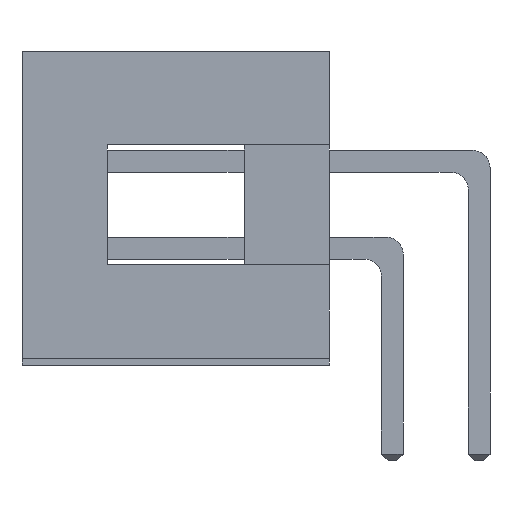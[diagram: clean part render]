
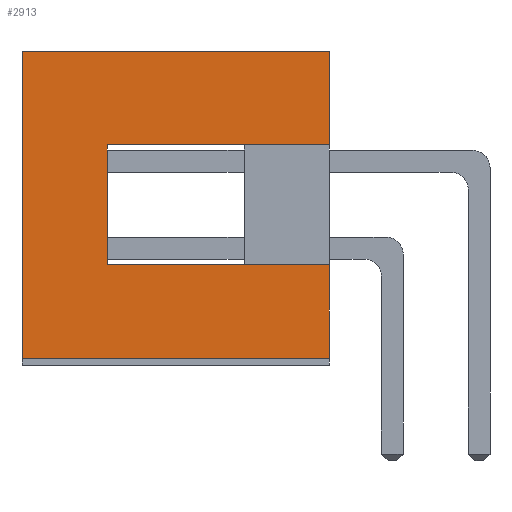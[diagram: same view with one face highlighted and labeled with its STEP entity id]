
A CAD part, front view. The second image highlights one B-rep face of the part: STEP entity #2913.
In plain terms, the highlighted planar face has unit normal (0, -1, 0).
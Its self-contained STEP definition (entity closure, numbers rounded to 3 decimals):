
#120 = VERTEX_POINT('',#121);
#121 = CARTESIAN_POINT('',(-12.225,-83.82,0.05));
#127 = EDGE_CURVE('',#120,#128,#130,.T.);
#128 = VERTEX_POINT('',#129);
#129 = CARTESIAN_POINT('',(-12.225,-83.82,9.05));
#130 = LINE('',#131,#132);
#131 = CARTESIAN_POINT('',(-12.225,-83.82,0.05));
#132 = VECTOR('',#133,1.);
#133 = DIRECTION('',(0.,0.,1.));
#284 = EDGE_CURVE('',#285,#128,#287,.T.);
#285 = VERTEX_POINT('',#286);
#286 = CARTESIAN_POINT('',(-3.225,-83.82,9.05));
#287 = LINE('',#288,#289);
#288 = CARTESIAN_POINT('',(-3.225,-83.82,9.05));
#289 = VECTOR('',#290,1.);
#290 = DIRECTION('',(-1.,0.,0.));
#500 = EDGE_CURVE('',#501,#285,#503,.T.);
#501 = VERTEX_POINT('',#502);
#502 = CARTESIAN_POINT('',(-3.225,-83.82,6.3));
#503 = LINE('',#504,#505);
#504 = CARTESIAN_POINT('',(-3.225,-83.82,0.05));
#505 = VECTOR('',#506,1.);
#506 = DIRECTION('',(0.,0.,1.));
#525 = VERTEX_POINT('',#526);
#526 = CARTESIAN_POINT('',(-3.225,-83.82,2.8));
#532 = EDGE_CURVE('',#533,#525,#535,.T.);
#533 = VERTEX_POINT('',#534);
#534 = CARTESIAN_POINT('',(-3.225,-83.82,0.05));
#535 = LINE('',#536,#537);
#536 = CARTESIAN_POINT('',(-3.225,-83.82,0.05));
#537 = VECTOR('',#538,1.);
#538 = DIRECTION('',(0.,0.,1.));
#2903 = EDGE_CURVE('',#533,#120,#2904,.T.);
#2904 = LINE('',#2905,#2906);
#2905 = CARTESIAN_POINT('',(-3.225,-83.82,0.05));
#2906 = VECTOR('',#2907,1.);
#2907 = DIRECTION('',(-1.,0.,0.));
#2913 = ADVANCED_FACE('',(#2914),#2943,.T.);
#2914 = FACE_BOUND('',#2915,.T.);
#2915 = EDGE_LOOP('',(#2916,#2917,#2918,#2919,#2927,#2935,#2941,#2942));
#2916 = ORIENTED_EDGE('',*,*,#127,.F.);
#2917 = ORIENTED_EDGE('',*,*,#2903,.F.);
#2918 = ORIENTED_EDGE('',*,*,#532,.T.);
#2919 = ORIENTED_EDGE('',*,*,#2920,.T.);
#2920 = EDGE_CURVE('',#525,#2921,#2923,.T.);
#2921 = VERTEX_POINT('',#2922);
#2922 = CARTESIAN_POINT('',(-9.725,-83.82,2.8));
#2923 = LINE('',#2924,#2925);
#2924 = CARTESIAN_POINT('',(-3.225,-83.82,2.8));
#2925 = VECTOR('',#2926,1.);
#2926 = DIRECTION('',(-1.,0.,0.));
#2927 = ORIENTED_EDGE('',*,*,#2928,.T.);
#2928 = EDGE_CURVE('',#2921,#2929,#2931,.T.);
#2929 = VERTEX_POINT('',#2930);
#2930 = CARTESIAN_POINT('',(-9.725,-83.82,6.3));
#2931 = LINE('',#2932,#2933);
#2932 = CARTESIAN_POINT('',(-9.725,-83.82,2.8));
#2933 = VECTOR('',#2934,1.);
#2934 = DIRECTION('',(0.,0.,1.));
#2935 = ORIENTED_EDGE('',*,*,#2936,.F.);
#2936 = EDGE_CURVE('',#501,#2929,#2937,.T.);
#2937 = LINE('',#2938,#2939);
#2938 = CARTESIAN_POINT('',(-3.225,-83.82,6.3));
#2939 = VECTOR('',#2940,1.);
#2940 = DIRECTION('',(-1.,0.,0.));
#2941 = ORIENTED_EDGE('',*,*,#500,.T.);
#2942 = ORIENTED_EDGE('',*,*,#284,.T.);
#2943 = PLANE('',#2944);
#2944 = AXIS2_PLACEMENT_3D('',#2945,#2946,#2947);
#2945 = CARTESIAN_POINT('',(-3.225,-83.82,0.05));
#2946 = DIRECTION('',(0.,-1.,0.));
#2947 = DIRECTION('',(-1.,0.,0.));
